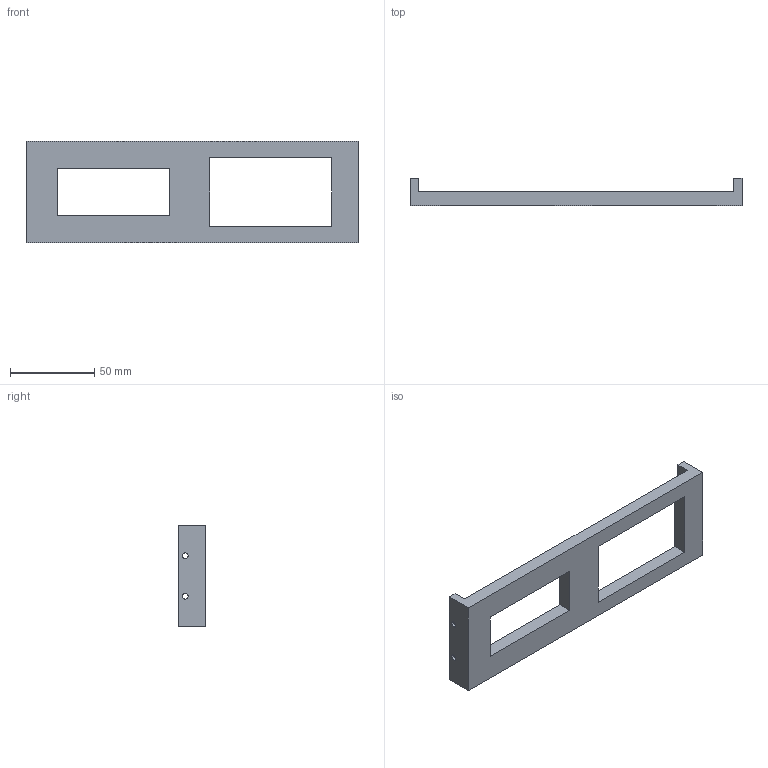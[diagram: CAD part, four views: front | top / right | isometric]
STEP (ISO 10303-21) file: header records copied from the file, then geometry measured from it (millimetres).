
FILE_DESCRIPTION(('FreeCAD Model'),'2;1');
FILE_NAME('Open CASCADE Shape Model','2025-02-15T17:51:46',(''),(''), 'Open CASCADE STEP processor 7.8','FreeCAD','Unknown');
FILE_SCHEMA(('AUTOMOTIVE_DESIGN { 1 0 10303 214 1 1 1 1 }'));
Length unit declared in the file: millimetre
Products named in the file (2): Pi Panel; PiPanel
Assembly tree (1 placements, depth 2):
  Pi Panel
    PiPanel
Bounding box: 196.5 x 16 x 60 mm (x, y, z)
Volume: 60191.6 mm3; surface area: 23716.2 mm2
Topology: 1 solids, 1 shells, 30 faces, 72 edges, 48 vertices
Faces by surface type: plane 22, cylinder 8
Full cylindrical faces by diameter (mm): 3.4 x4, 6 x4
Entity records: 936 total; most frequent: CARTESIAN_POINT 152, DIRECTION 152, ORIENTED_EDGE 144, EDGE_CURVE 72, LINE 56, VECTOR 56, AXIS2_PLACEMENT_3D 48, VERTEX_POINT 48
